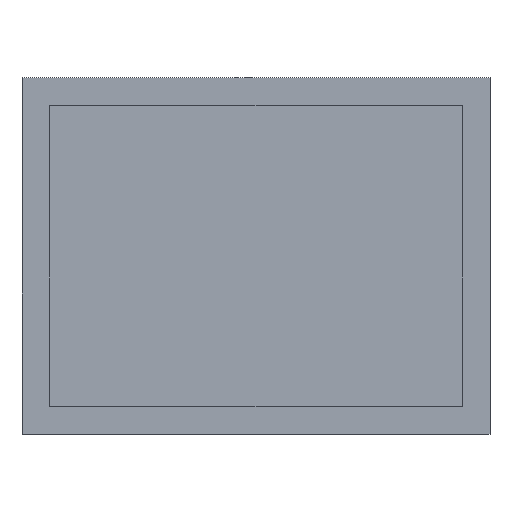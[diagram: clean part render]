
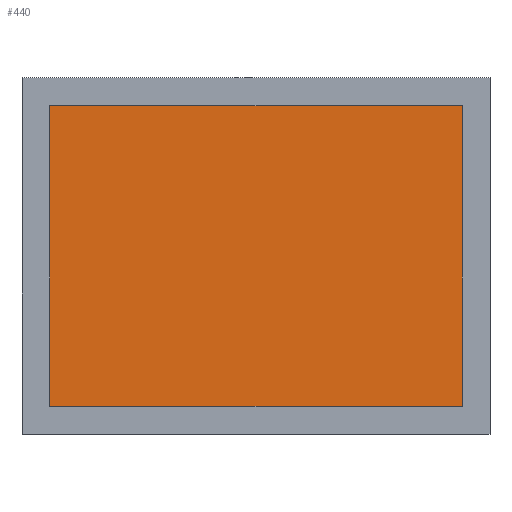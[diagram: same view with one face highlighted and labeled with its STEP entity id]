
A CAD part, top view. The second image highlights one B-rep face of the part: STEP entity #440.
In plain terms, the highlighted planar face has unit normal (0, 0, 1).
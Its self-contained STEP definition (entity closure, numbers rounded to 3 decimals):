
#7 = EDGE_CURVE ( 'NONE', #67, #391, #447, .T. ) ;
#24 = CARTESIAN_POINT ( 'NONE',  ( -4.945, 0., 4.1 ) ) ;
#44 = CARTESIAN_POINT ( 'NONE',  ( 0., 0., 4.1 ) ) ;
#47 = VERTEX_POINT ( 'NONE', #264 ) ;
#48 = ORIENTED_EDGE ( 'NONE', *, *, #7, .T. ) ;
#67 = VERTEX_POINT ( 'NONE', #518 ) ;
#73 = LINE ( 'NONE', #273, #325 ) ;
#84 = VECTOR ( 'NONE', #86, 1000. ) ;
#86 = DIRECTION ( 'NONE',  ( 1., 0., 0. ) ) ;
#105 = DIRECTION ( 'NONE',  ( 1., 0., 0. ) ) ;
#114 = EDGE_CURVE ( 'NONE', #242, #47, #73, .T. ) ;
#161 = CARTESIAN_POINT ( 'NONE',  ( 9.855, 3.292, 4.1 ) ) ;
#170 = CARTESIAN_POINT ( 'NONE',  ( -4.945, -7.508, 4.1 ) ) ;
#190 = DIRECTION ( 'NONE',  ( 0., -1., 0. ) ) ;
#191 = LINE ( 'NONE', #270, #330 ) ;
#206 = EDGE_CURVE ( 'NONE', #391, #47, #191, .T. ) ;
#241 = EDGE_LOOP ( 'NONE', ( #398, #48, #503, #427 ) ) ;
#242 = VERTEX_POINT ( 'NONE', #161 ) ;
#249 = CARTESIAN_POINT ( 'NONE',  ( 0., 3.292, 4.1 ) ) ;
#264 = CARTESIAN_POINT ( 'NONE',  ( 9.855, -7.508, 4.1 ) ) ;
#268 = LINE ( 'NONE', #249, #84 ) ;
#270 = CARTESIAN_POINT ( 'NONE',  ( 0., -7.508, 4.1 ) ) ;
#273 = CARTESIAN_POINT ( 'NONE',  ( 9.855, 0., 4.1 ) ) ;
#325 = VECTOR ( 'NONE', #190, 1000. ) ;
#330 = VECTOR ( 'NONE', #105, 1000. ) ;
#347 = DIRECTION ( 'NONE',  ( 0., -1., 0. ) ) ;
#364 = FACE_OUTER_BOUND ( 'NONE', #241, .T. ) ;
#391 = VERTEX_POINT ( 'NONE', #170 ) ;
#398 = ORIENTED_EDGE ( 'NONE', *, *, #464, .F. ) ;
#427 = ORIENTED_EDGE ( 'NONE', *, *, #114, .F. ) ;
#437 = VECTOR ( 'NONE', #347, 1000. ) ;
#440 = ADVANCED_FACE ( 'NONE', ( #364 ), #501, .T. ) ;
#447 = LINE ( 'NONE', #24, #437 ) ;
#458 = DIRECTION ( 'NONE',  ( 0., 0., 1. ) ) ;
#464 = EDGE_CURVE ( 'NONE', #67, #242, #268, .T. ) ;
#500 = DIRECTION ( 'NONE',  ( 1., 0., 0. ) ) ;
#501 = PLANE ( 'NONE',  #515 ) ;
#503 = ORIENTED_EDGE ( 'NONE', *, *, #206, .T. ) ;
#515 = AXIS2_PLACEMENT_3D ( 'NONE', #44, #458, #500 ) ;
#518 = CARTESIAN_POINT ( 'NONE',  ( -4.945, 3.292, 4.1 ) ) ;
